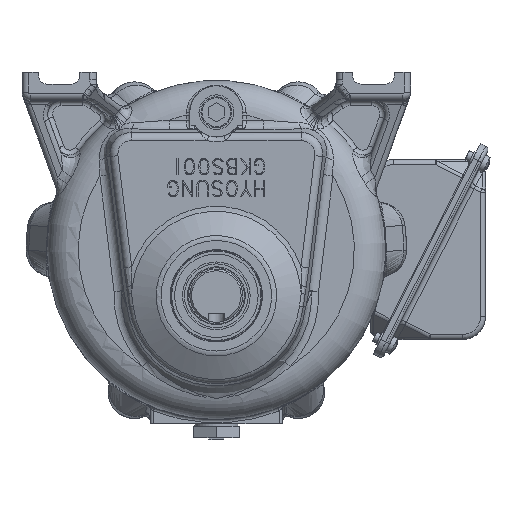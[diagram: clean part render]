
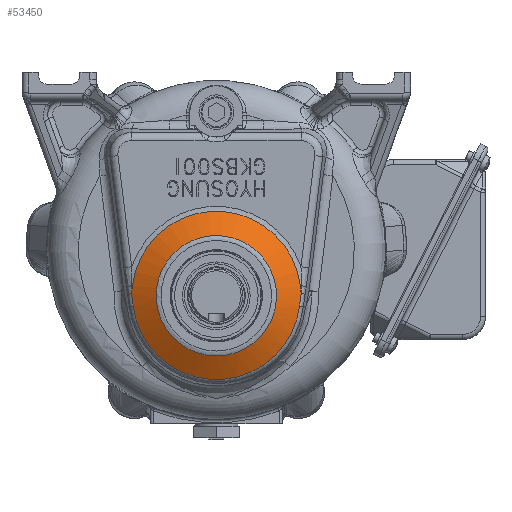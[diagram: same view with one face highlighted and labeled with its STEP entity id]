
A CAD part, top view. The second image highlights one B-rep face of the part: STEP entity #53450.
In plain terms, the highlighted conical face has half-angle 60.255 degrees and reference radius 52.5 mm.
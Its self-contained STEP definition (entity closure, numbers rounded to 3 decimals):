
#11493=B_SPLINE_CURVE_WITH_KNOTS('',3,(#80475,#80476,#80477,#80478),
 .UNSPECIFIED.,.F.,.F.,(4,4),(0.,0.005),.UNSPECIFIED.);
#11494=B_SPLINE_CURVE_WITH_KNOTS('',3,(#80481,#80482,#80483,#80484),
 .UNSPECIFIED.,.F.,.F.,(4,4),(0.,0.008),
 .UNSPECIFIED.);
#11495=B_SPLINE_CURVE_WITH_KNOTS('',3,(#80488,#80489,#80490,#80491),
 .UNSPECIFIED.,.F.,.F.,(4,4),(0.,0.008),.UNSPECIFIED.);
#11496=B_SPLINE_CURVE_WITH_KNOTS('',3,(#80493,#80494,#80495,#80496),
 .UNSPECIFIED.,.F.,.F.,(4,4),(0.,0.005),.UNSPECIFIED.);
#13177=ORIENTED_EDGE('',*,*,#29724,.T.);
#13178=ORIENTED_EDGE('',*,*,#29725,.T.);
#13179=ORIENTED_EDGE('',*,*,#29726,.T.);
#13180=ORIENTED_EDGE('',*,*,#29727,.T.);
#13181=ORIENTED_EDGE('',*,*,#29728,.T.);
#13182=ORIENTED_EDGE('',*,*,#29729,.T.);
#13183=ORIENTED_EDGE('',*,*,#29730,.T.);
#29724=EDGE_CURVE('',#37969,#37969,#42939,.F.);
#29725=EDGE_CURVE('',#37970,#37971,#11493,.T.);
#29726=EDGE_CURVE('',#37971,#37972,#11494,.T.);
#29727=EDGE_CURVE('',#37972,#37973,#42940,.T.);
#29728=EDGE_CURVE('',#37973,#37974,#11495,.T.);
#29729=EDGE_CURVE('',#37974,#37975,#11496,.F.);
#29730=EDGE_CURVE('',#37975,#37970,#42941,.F.);
#37969=VERTEX_POINT('',#80474);
#37970=VERTEX_POINT('',#80479);
#37971=VERTEX_POINT('',#80480);
#37972=VERTEX_POINT('',#80485);
#37973=VERTEX_POINT('',#80487);
#37974=VERTEX_POINT('',#80492);
#37975=VERTEX_POINT('',#80497);
#42939=CIRCLE('',#57357,36.383);
#42940=CIRCLE('',#57358,50.668);
#42941=CIRCLE('',#57359,51.117);
#45619=EDGE_LOOP('',(#13177));
#45620=EDGE_LOOP('',(#13178,#13179,#13180,#13181,#13182,#13183));
#49496=FACE_BOUND('',#45619,.T.);
#49497=FACE_BOUND('',#45620,.T.);
#53304=CONICAL_SURFACE('',#57356,52.5,1.052);
#53450=ADVANCED_FACE('',(#49496,#49497),#53304,.T.);
#57356=AXIS2_PLACEMENT_3D('',#80472,#63519,#63520);
#57357=AXIS2_PLACEMENT_3D('',#80473,#63521,#63522);
#57358=AXIS2_PLACEMENT_3D('',#80486,#63523,#63524);
#57359=AXIS2_PLACEMENT_3D('',#80498,#63525,#63526);
#63519=DIRECTION('',(0.,0.,-1.));
#63520=DIRECTION('',(0.,1.,0.));
#63521=DIRECTION('',(0.,0.,1.));
#63522=DIRECTION('',(0.,-1.,0.));
#63523=DIRECTION('',(0.,0.,1.));
#63524=DIRECTION('',(0.,-1.,0.));
#63525=DIRECTION('',(0.,0.,-1.));
#63526=DIRECTION('',(0.,1.,0.));
#80472=CARTESIAN_POINT('',(0.,-27.75,116.5));
#80473=CARTESIAN_POINT('',(0.,-27.75,125.709));
#80474=CARTESIAN_POINT('',(0.,-64.133,125.709));
#80475=CARTESIAN_POINT('',(-50.748,-21.622,117.291));
#80476=CARTESIAN_POINT('',(-50.937,-23.188,117.291));
#80477=CARTESIAN_POINT('',(-51.123,-24.752,117.25));
#80478=CARTESIAN_POINT('',(-51.301,-26.315,117.173));
#80479=CARTESIAN_POINT('',(-50.748,-21.622,117.291));
#80480=CARTESIAN_POINT('',(-51.301,-26.315,117.173));
#80481=CARTESIAN_POINT('',(-51.301,-26.315,117.173));
#80482=CARTESIAN_POINT('',(-50.941,-28.859,117.42));
#80483=CARTESIAN_POINT('',(-50.602,-31.412,117.547));
#80484=CARTESIAN_POINT('',(-50.284,-33.974,117.547));
#80485=CARTESIAN_POINT('',(-50.284,-33.974,117.547));
#80486=CARTESIAN_POINT('',(0.,-27.75,117.547));
#80487=CARTESIAN_POINT('',(50.284,-33.974,117.547));
#80488=CARTESIAN_POINT('',(50.284,-33.974,117.547));
#80489=CARTESIAN_POINT('',(50.602,-31.412,117.547));
#80490=CARTESIAN_POINT('',(50.941,-28.859,117.42));
#80491=CARTESIAN_POINT('',(51.301,-26.315,117.173));
#80492=CARTESIAN_POINT('',(51.301,-26.315,117.173));
#80493=CARTESIAN_POINT('',(50.748,-21.622,117.291));
#80494=CARTESIAN_POINT('',(50.937,-23.188,117.291));
#80495=CARTESIAN_POINT('',(51.123,-24.752,117.25));
#80496=CARTESIAN_POINT('',(51.301,-26.315,117.173));
#80497=CARTESIAN_POINT('',(50.748,-21.622,117.291));
#80498=CARTESIAN_POINT('',(0.,-27.75,117.291));
